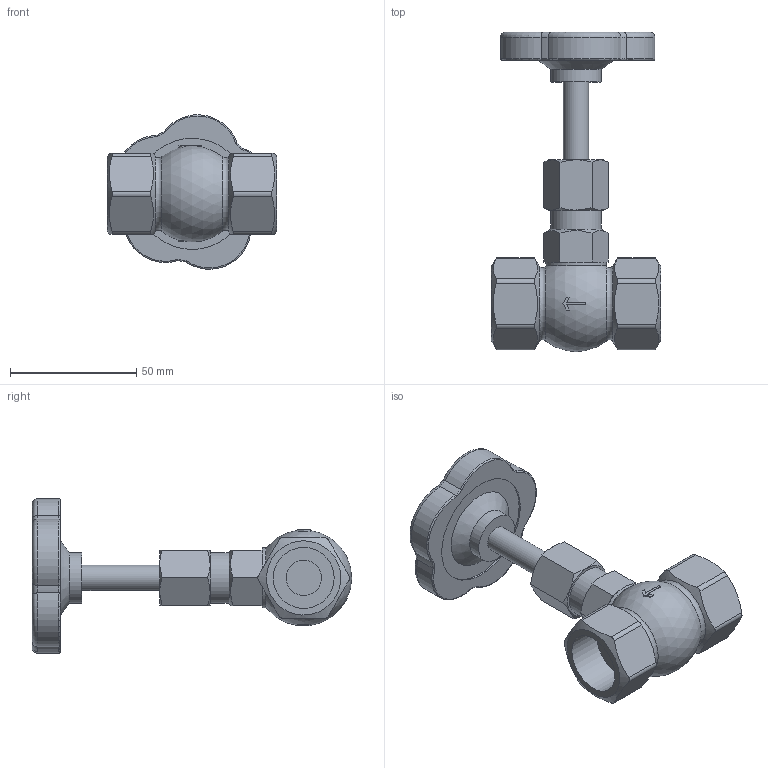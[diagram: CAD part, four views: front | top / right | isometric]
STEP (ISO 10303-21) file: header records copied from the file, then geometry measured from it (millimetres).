
FILE_DESCRIPTION( ( 'Unknown' ), '1' );
FILE_NAME( '10110061.stp', 'Unknown', ( 'Peter Nanko' ), ( 'Armaturen Arndt' ), 'PSStep 14.0', 'Solid Edge ST4', ' ' );
FILE_SCHEMA( ( 'AUTOMOTIVE_DESIGN { 1 0 10303 214 1 1 1 1 }' ) );
Length unit declared in the file: millimetre
Products named in the file (1): ÜM11006_081
Bounding box: 67 x 126.42 x 61.08 mm (x, y, z)
Volume: 88727.2 mm3; surface area: 24694.1 mm2
Topology: 1 solids, 5 shells, 172 faces, 400 edges, 253 vertices
Faces by surface type: plane 91, cylinder 38, torus 23, cone 19, sphere 1
Full cylindrical faces by diameter (mm): 8.5 x1, 10 x1, 10.5 x1, 11.8 x1, 14 x1, 20 x2, 23.8 x1, 24.117 x2, 44 x1
Entity records: 6786 total; most frequent: CARTESIAN_POINT 1817, DIRECTION 710, ORIENTED_EDGE 708, EDGE_CURVE 354, AXIS2_PLACEMENT_3D 292, VERTEX_POINT 239, EDGE_LOOP 218, FACE_OUTER_BOUND 187
